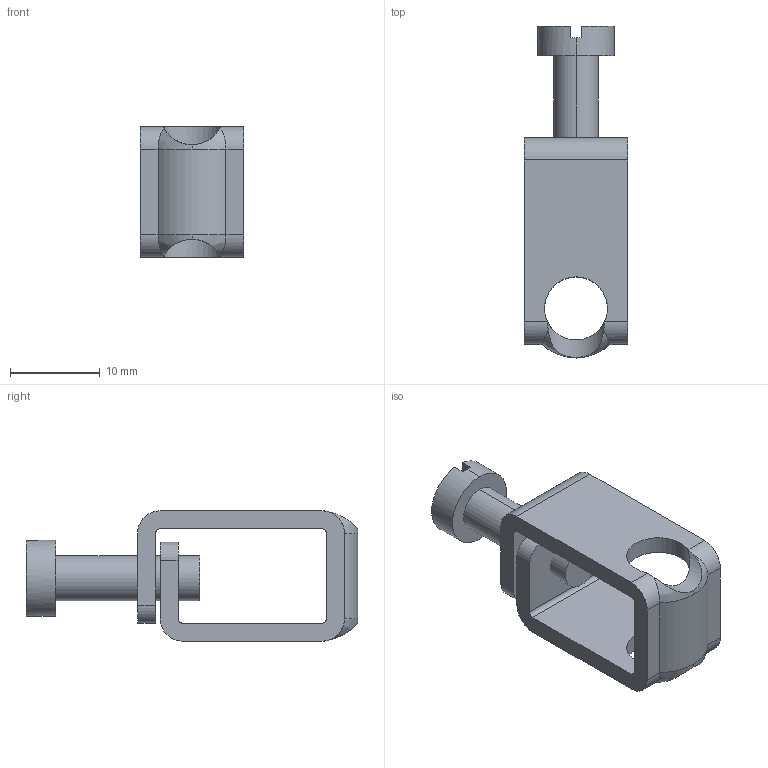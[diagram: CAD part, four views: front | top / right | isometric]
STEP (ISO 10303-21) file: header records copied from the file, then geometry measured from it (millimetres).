
FILE_DESCRIPTION (( 'STEP AP214' ), '1' );
FILE_NAME ('5015758.stp', '2017-06-14T07:56:01', ( '' ), ( '' ), 'SwSTEP 2.0', 'SolidWorks 2016', '' );
FILE_SCHEMA (( 'AUTOMOTIVE_DESIGN' ));
Length unit declared in the file: millimetre
Products named in the file (4): Reihenklemme_25; Schrauben; Zylinderschraube_ISO_1207_-_M5_x_16_-_.2.1.1.1.1.1.1.1; 5015758
Assembly tree (3 placements, depth 3):
  5015758
    Schrauben
      Zylinderschraube_ISO_1207_-_M5_x_16_-_.2.1.1.1.1.1.1.1
    Reihenklemme_25
Bounding box: 11.5 x 36.91 x 14.5 mm (x, y, z)
Volume: 1931.4 mm3; surface area: 2379 mm2
Topology: 2 solids, 2 shells, 57 faces, 160 edges, 104 vertices
Faces by surface type: cylinder 30, plane 23, bspline 4
Entity records: 2331 total; most frequent: CARTESIAN_POINT 544, DIRECTION 324, ORIENTED_EDGE 320, EDGE_CURVE 160, AXIS2_PLACEMENT_3D 122, VERTEX_POINT 104, LINE 80, VECTOR 80
